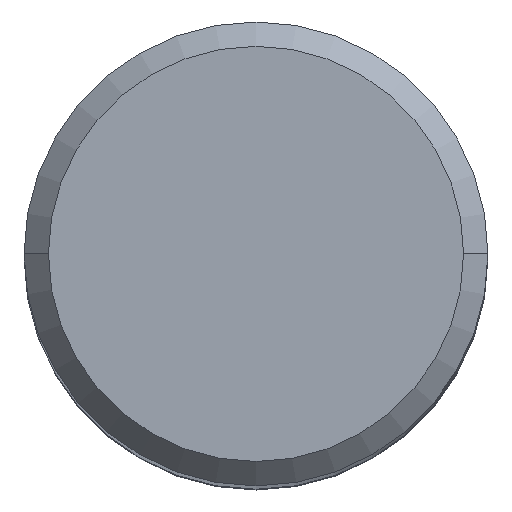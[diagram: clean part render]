
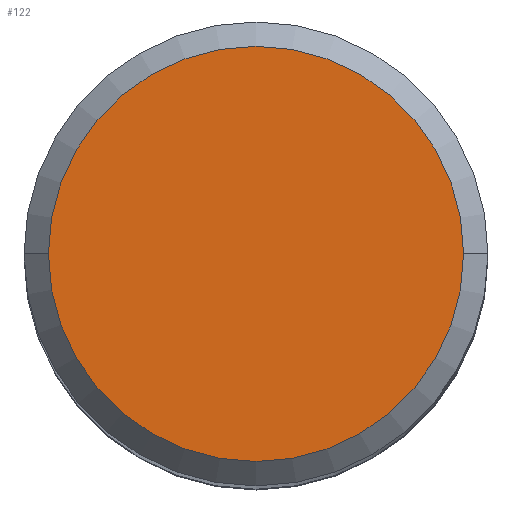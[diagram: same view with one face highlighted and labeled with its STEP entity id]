
A CAD part, top view. The second image highlights one B-rep face of the part: STEP entity #122.
In plain terms, the highlighted planar face has unit normal (0, 0, 1).
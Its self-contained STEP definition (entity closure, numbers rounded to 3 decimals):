
#43=PLANE('',#1039);
#122=ADVANCED_FACE('',(#194),#43,.F.);
#194=FACE_OUTER_BOUND('',#252,.T.);
#252=EDGE_LOOP('',(#390,#391));
#390=ORIENTED_EDGE('',*,*,#618,.T.);
#391=ORIENTED_EDGE('',*,*,#619,.T.);
#534=VERTEX_POINT('',#2074);
#535=VERTEX_POINT('',#2075);
#618=EDGE_CURVE('',#534,#535,#734,.T.);
#619=EDGE_CURVE('',#535,#534,#735,.T.);
#734=CIRCLE('',#1037,8.525);
#735=CIRCLE('',#1038,8.525);
#1037=AXIS2_PLACEMENT_3D('',#2073,#1261,#1262);
#1038=AXIS2_PLACEMENT_3D('',#2076,#1263,#1264);
#1039=AXIS2_PLACEMENT_3D('',#2077,#1265,#1266);
#1261=DIRECTION('',(0.,0.,1.));
#1262=DIRECTION('',(-1.,0.,0.));
#1263=DIRECTION('',(0.,0.,1.));
#1264=DIRECTION('',(1.,0.,0.));
#1265=DIRECTION('',(0.,0.,-1.));
#1266=DIRECTION('',(1.,0.,0.));
#2073=CARTESIAN_POINT('',(0.,0.,0.));
#2074=CARTESIAN_POINT('',(-8.525,0.,0.));
#2075=CARTESIAN_POINT('',(8.525,0.,0.));
#2076=CARTESIAN_POINT('',(0.,0.,0.));
#2077=CARTESIAN_POINT('',(0.,0.,0.));
